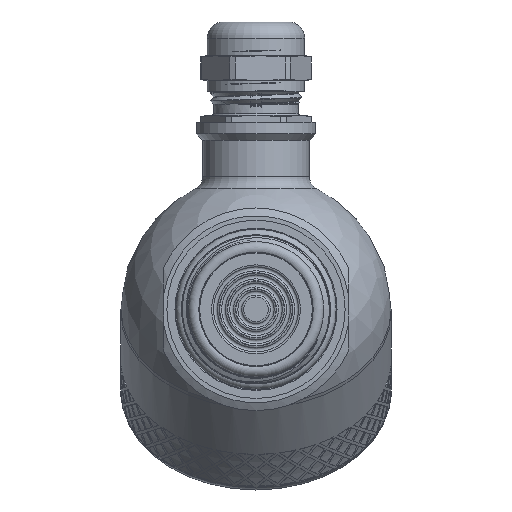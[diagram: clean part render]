
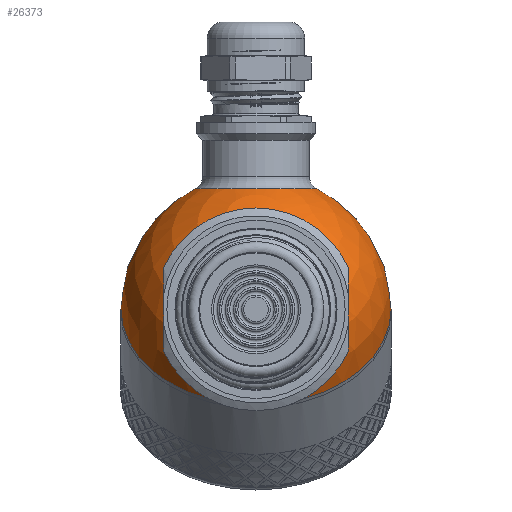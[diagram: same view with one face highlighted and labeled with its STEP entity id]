
A CAD part, left-side view. The second image highlights one B-rep face of the part: STEP entity #26373.
In plain terms, the highlighted spherical face has radius 30 mm.
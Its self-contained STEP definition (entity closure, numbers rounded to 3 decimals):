
#16=SPHERICAL_SURFACE('',#28291,30.);
#1394=FACE_BOUND('',#8381,.T.);
#1395=FACE_BOUND('',#8382,.T.);
#6640=FACE_OUTER_BOUND('',#8380,.T.);
#8380=EDGE_LOOP('',(#20857,#20858,#20859,#20860));
#8381=EDGE_LOOP('',(#20861));
#8382=EDGE_LOOP('',(#20862));
#9973=CIRCLE('',#28288,15.643);
#9976=CIRCLE('',#28292,30.);
#9977=CIRCLE('',#28293,30.);
#9978=CIRCLE('',#28294,30.);
#9979=CIRCLE('',#28295,13.5);
#11422=VERTEX_POINT('',#50491);
#11424=VERTEX_POINT('',#50497);
#11425=VERTEX_POINT('',#50498);
#11426=VERTEX_POINT('',#50500);
#11427=VERTEX_POINT('',#50503);
#14819=EDGE_CURVE('',#11422,#11422,#9973,.T.);
#14822=EDGE_CURVE('',#11424,#11425,#9976,.T.);
#14823=EDGE_CURVE('',#11424,#11426,#9977,.T.);
#14824=EDGE_CURVE('',#11425,#11424,#9978,.T.);
#14825=EDGE_CURVE('',#11427,#11427,#9979,.T.);
#20857=ORIENTED_EDGE('',*,*,#14822,.F.);
#20858=ORIENTED_EDGE('',*,*,#14823,.T.);
#20859=ORIENTED_EDGE('',*,*,#14823,.F.);
#20860=ORIENTED_EDGE('',*,*,#14824,.F.);
#20861=ORIENTED_EDGE('',*,*,#14819,.F.);
#20862=ORIENTED_EDGE('',*,*,#14825,.F.);
#26373=ADVANCED_FACE('',(#6640,#1394,#1395),#16,.T.);
#28288=AXIS2_PLACEMENT_3D('',#50492,#31006,#31007);
#28291=AXIS2_PLACEMENT_3D('',#50496,#31012,#31013);
#28292=AXIS2_PLACEMENT_3D('',#50499,#31014,#31015);
#28293=AXIS2_PLACEMENT_3D('',#50501,#31016,#31017);
#28294=AXIS2_PLACEMENT_3D('',#50502,#31018,#31019);
#28295=AXIS2_PLACEMENT_3D('',#50504,#31020,#31021);
#31006=DIRECTION('center_axis',(-0.707,0.,0.707));
#31007=DIRECTION('ref_axis',(0.707,0.,0.707));
#31012=DIRECTION('center_axis',(1.,0.,0.));
#31013=DIRECTION('ref_axis',(0.,-1.,0.));
#31014=DIRECTION('center_axis',(1.,0.,0.));
#31015=DIRECTION('ref_axis',(0.,1.,0.));
#31016=DIRECTION('center_axis',(0.,0.,1.));
#31017=DIRECTION('ref_axis',(0.,1.,0.));
#31018=DIRECTION('center_axis',(1.,0.,0.));
#31019=DIRECTION('ref_axis',(0.,1.,0.));
#31020=DIRECTION('center_axis',(-0.707,0.,-0.707));
#31021=DIRECTION('ref_axis',(-0.707,0.,0.707));
#50491=CARTESIAN_POINT('',(-29.162,0.,7.04));
#50492=CARTESIAN_POINT('Origin',(-18.101,0.,18.101));
#50496=CARTESIAN_POINT('Origin',(0.,0.,0.));
#50497=CARTESIAN_POINT('',(0.,30.,0.));
#50498=CARTESIAN_POINT('',(0.,-30.,0.));
#50499=CARTESIAN_POINT('Origin',(0.,0.,0.));
#50500=CARTESIAN_POINT('',(-30.,0.,0.));
#50501=CARTESIAN_POINT('Origin',(0.,0.,0.));
#50502=CARTESIAN_POINT('Origin',(0.,0.,0.));
#50503=CARTESIAN_POINT('',(-9.398,0.,-28.49));
#50504=CARTESIAN_POINT('Origin',(-18.944,0.,-18.944));
